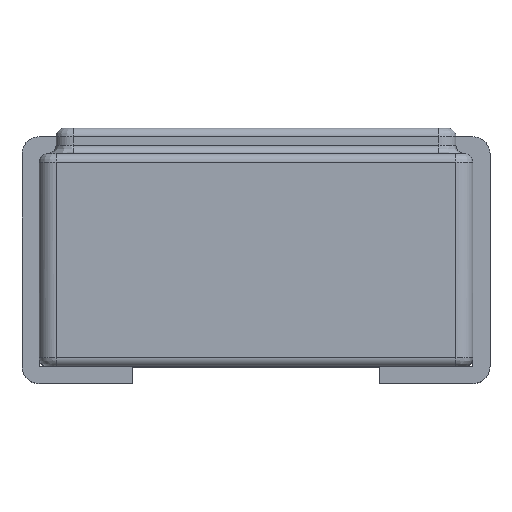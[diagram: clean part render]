
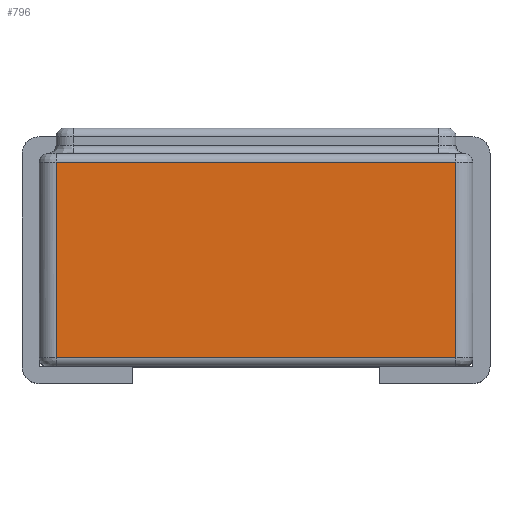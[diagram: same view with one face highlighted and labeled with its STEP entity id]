
A CAD part, top view. The second image highlights one B-rep face of the part: STEP entity #796.
In plain terms, the highlighted planar face has unit normal (0, 0, 1).
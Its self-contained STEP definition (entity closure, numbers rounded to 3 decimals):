
#138 = DIRECTION ( 'NONE',  ( 0., 0., 1. ) ) ;
#168 = CARTESIAN_POINT ( 'NONE',  ( 0.026, 0., 3.366 ) ) ;
#644 = EDGE_CURVE ( 'NONE', #4613, #2521, #3715, .T. ) ;
#796 = ADVANCED_FACE ( 'NONE', ( #1584 ), #2137, .T. ) ;
#1294 = CARTESIAN_POINT ( 'NONE',  ( 0.026, 0.1, 3.366 ) ) ;
#1317 = DIRECTION ( 'NONE',  ( 1., 0., 0. ) ) ;
#1357 = VERTEX_POINT ( 'NONE', #4485 ) ;
#1435 = EDGE_CURVE ( 'NONE', #2521, #3969, #4297, .T. ) ;
#1584 = FACE_OUTER_BOUND ( 'NONE', #4957, .T. ) ;
#1605 = AXIS2_PLACEMENT_3D ( 'NONE', #168, #138, #3113 ) ;
#1646 = CARTESIAN_POINT ( 'NONE',  ( -2.324, 2.4, 3.366 ) ) ;
#1690 = DIRECTION ( 'NONE',  ( 0., -1., 0. ) ) ;
#2015 = CARTESIAN_POINT ( 'NONE',  ( -2.324, 0.1, 3.366 ) ) ;
#2137 = PLANE ( 'NONE',  #1605 ) ;
#2406 = EDGE_CURVE ( 'NONE', #3969, #1357, #2582, .T. ) ;
#2521 = VERTEX_POINT ( 'NONE', #2015 ) ;
#2582 = LINE ( 'NONE', #3997, #4506 ) ;
#3113 = DIRECTION ( 'NONE',  ( 1., 0., 0. ) ) ;
#3379 = ORIENTED_EDGE ( 'NONE', *, *, #5489, .F. ) ;
#3550 = VECTOR ( 'NONE', #3836, 1000. ) ;
#3569 = ORIENTED_EDGE ( 'NONE', *, *, #2406, .T. ) ;
#3715 = LINE ( 'NONE', #4146, #4906 ) ;
#3836 = DIRECTION ( 'NONE',  ( 1., 0., 0. ) ) ;
#3969 = VERTEX_POINT ( 'NONE', #5785 ) ;
#3997 = CARTESIAN_POINT ( 'NONE',  ( 2.376, 0., 3.366 ) ) ;
#4146 = CARTESIAN_POINT ( 'NONE',  ( -2.324, 0., 3.366 ) ) ;
#4197 = ORIENTED_EDGE ( 'NONE', *, *, #1435, .T. ) ;
#4297 = LINE ( 'NONE', #1294, #5325 ) ;
#4485 = CARTESIAN_POINT ( 'NONE',  ( 2.376, 2.4, 3.366 ) ) ;
#4506 = VECTOR ( 'NONE', #5931, 1000. ) ;
#4613 = VERTEX_POINT ( 'NONE', #1646 ) ;
#4835 = LINE ( 'NONE', #5891, #3550 ) ;
#4906 = VECTOR ( 'NONE', #1690, 1000. ) ;
#4957 = EDGE_LOOP ( 'NONE', ( #3379, #5870, #4197, #3569 ) ) ;
#5325 = VECTOR ( 'NONE', #1317, 1000. ) ;
#5489 = EDGE_CURVE ( 'NONE', #4613, #1357, #4835, .T. ) ;
#5785 = CARTESIAN_POINT ( 'NONE',  ( 2.376, 0.1, 3.366 ) ) ;
#5870 = ORIENTED_EDGE ( 'NONE', *, *, #644, .T. ) ;
#5891 = CARTESIAN_POINT ( 'NONE',  ( -0.612, 2.4, 3.366 ) ) ;
#5931 = DIRECTION ( 'NONE',  ( 0., 1., 0. ) ) ;
